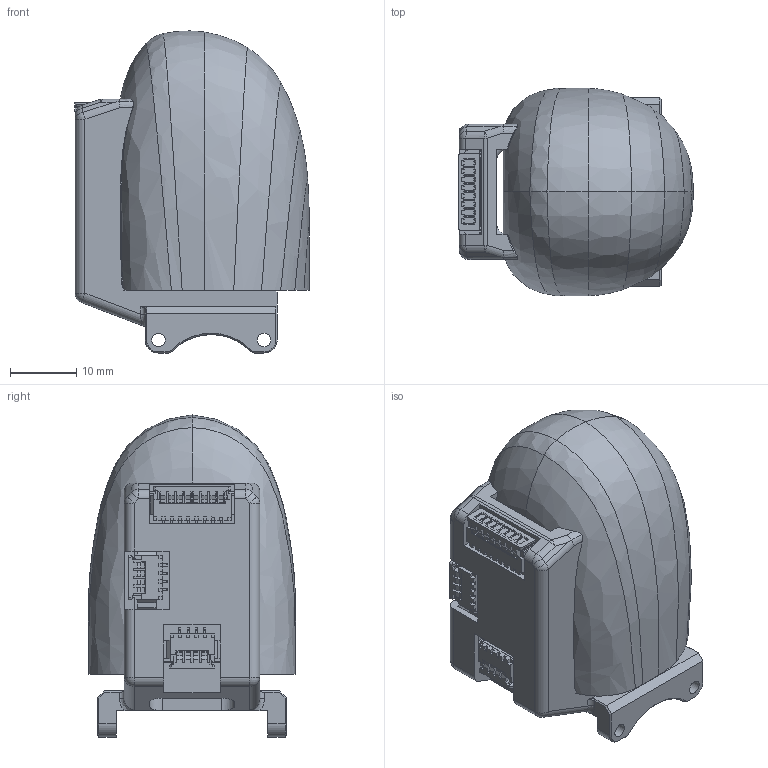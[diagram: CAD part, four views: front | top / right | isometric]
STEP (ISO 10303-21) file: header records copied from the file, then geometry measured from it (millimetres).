
FILE_DESCRIPTION(/* description */ (''),/* implementation_level */ '2;1');
FILE_NAME(/* name */ 'Tito''Thumb_assembly.stp',/* time_stamp */ '2024-05-05T22:20:21+09:00',/* author */ ('kolin'),/* organization */ (''),/* preprocessor_version */ 'ST-DEVELOPER v19',/* originating_system */ 'Autodesk Inventor 2023',/* authorisation */ '');
FILE_SCHEMA (('AUTOMOTIVE_DESIGN { 1 0 10303 214 3 1 1 }'));
Length unit declared in the file: millimetre
Products named in the file (9): Thumb_assembly; LEAP-thumb-attachment v2; Outer Skin v1.3; MTB4 Assembly2; MTB4; 532610871 Tin; 532610471 Tin; molex 8pin male; molex 4pin male
Assembly tree (10 placements, depth 3):
  Thumb_assembly
    LEAP-thumb-attachment v2
    Outer Skin v1.3
    MTB4 Assembly2
      MTB4
      532610871 Tin
      532610471 Tin  x2
      molex 8pin male
      molex 4pin male  x2
Bounding box: 35.53 x 31.39 x 48.81 mm (x, y, z)
Volume: 29627.2 mm3; surface area: 11073 mm2
Topology: 9 solids, 13 shells, 2061 faces, 5548 edges, 3543 vertices
Faces by surface type: plane 1841, cylinder 144, bspline 50, sphere 14, cone 10, torus 2
Full cylindrical faces by diameter (mm): 1.2 x2, 1.6 x4, 2.05 x4, 2.1 x2
Entity records: 50603 total; most frequent: CARTESIAN_POINT 11301, ORIENTED_EDGE 8386, DIRECTION 7431, EDGE_CURVE 4193, LINE 3805, VECTOR 3805, VERTEX_POINT 2679, AXIS2_PLACEMENT_3D 1813
